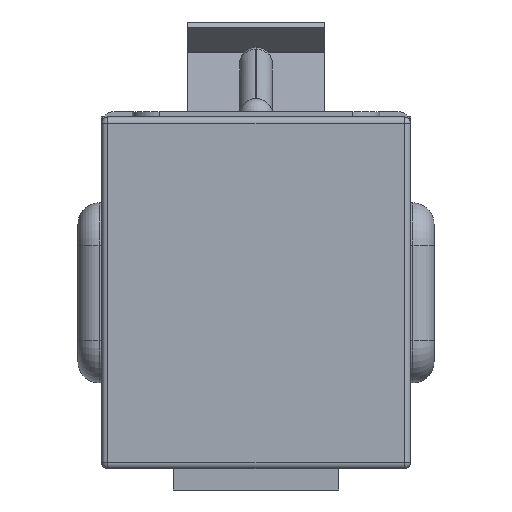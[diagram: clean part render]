
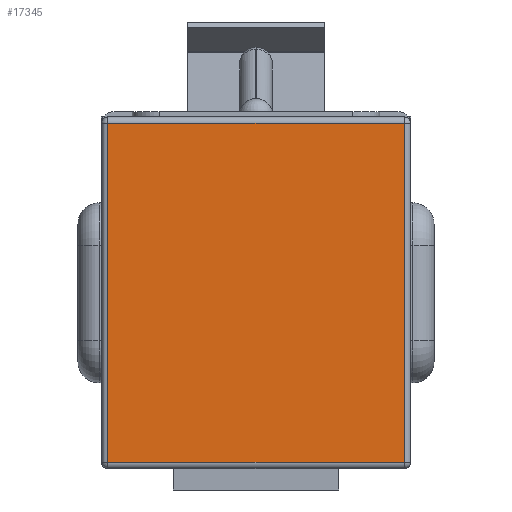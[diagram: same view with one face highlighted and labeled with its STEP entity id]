
A CAD part, front view. The second image highlights one B-rep face of the part: STEP entity #17345.
In plain terms, the highlighted planar face has unit normal (0, -1, 0).
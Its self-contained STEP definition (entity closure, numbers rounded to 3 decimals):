
#326 = AXIS2_PLACEMENT_3D ( 'NONE', #2282, #7997, #11033 ) ;
#547 = EDGE_CURVE ( 'NONE', #10410, #12839, #1460, .T. ) ;
#569 = CARTESIAN_POINT ( 'NONE',  ( -7., -18.1, -8. ) ) ;
#1198 = VERTEX_POINT ( 'NONE', #8264 ) ;
#1260 = CARTESIAN_POINT ( 'NONE',  ( -7.3, -18.1, -8. ) ) ;
#1460 = LINE ( 'NONE', #17349, #18350 ) ;
#2282 = CARTESIAN_POINT ( 'NONE',  ( -7.3, -18.1, 8.3 ) ) ;
#2504 = VERTEX_POINT ( 'NONE', #15122 ) ;
#3004 = VECTOR ( 'NONE', #16574, 1000. ) ;
#4627 = EDGE_CURVE ( 'NONE', #12839, #2504, #13777, .T. ) ;
#4721 = CARTESIAN_POINT ( 'NONE',  ( -7.3, -18.1, 8. ) ) ;
#5279 = PLANE ( 'NONE',  #326 ) ;
#6090 = ORIENTED_EDGE ( 'NONE', *, *, #4627, .T. ) ;
#6879 = DIRECTION ( 'NONE',  ( 1., 0., 0. ) ) ;
#7266 = EDGE_LOOP ( 'NONE', ( #11103, #6090, #15054, #12128 ) ) ;
#7710 = CARTESIAN_POINT ( 'NONE',  ( -7., -18.1, 8. ) ) ;
#7997 = DIRECTION ( 'NONE',  ( 0., 1., 0. ) ) ;
#8264 = CARTESIAN_POINT ( 'NONE',  ( 7., -18.1, 8. ) ) ;
#9397 = LINE ( 'NONE', #13664, #3004 ) ;
#9906 = DIRECTION ( 'NONE',  ( 0., 0., -1. ) ) ;
#10377 = EDGE_CURVE ( 'NONE', #1198, #10410, #11885, .T. ) ;
#10410 = VERTEX_POINT ( 'NONE', #7710 ) ;
#11033 = DIRECTION ( 'NONE',  ( 0., 0., 1. ) ) ;
#11103 = ORIENTED_EDGE ( 'NONE', *, *, #547, .T. ) ;
#11224 = FACE_OUTER_BOUND ( 'NONE', #7266, .T. ) ;
#11265 = EDGE_CURVE ( 'NONE', #2504, #1198, #9397, .T. ) ;
#11885 = LINE ( 'NONE', #4721, #17718 ) ;
#12128 = ORIENTED_EDGE ( 'NONE', *, *, #10377, .T. ) ;
#12839 = VERTEX_POINT ( 'NONE', #569 ) ;
#13664 = CARTESIAN_POINT ( 'NONE',  ( 7., -18.1, 8.3 ) ) ;
#13777 = LINE ( 'NONE', #1260, #17100 ) ;
#15054 = ORIENTED_EDGE ( 'NONE', *, *, #11265, .T. ) ;
#15122 = CARTESIAN_POINT ( 'NONE',  ( 7., -18.1, -8. ) ) ;
#16189 = DIRECTION ( 'NONE',  ( -1., 0., 0. ) ) ;
#16574 = DIRECTION ( 'NONE',  ( 0., 0., 1. ) ) ;
#17100 = VECTOR ( 'NONE', #6879, 1000. ) ;
#17345 = ADVANCED_FACE ( 'NONE', ( #11224 ), #5279, .F. ) ;
#17349 = CARTESIAN_POINT ( 'NONE',  ( -7., -18.1, 8.3 ) ) ;
#17718 = VECTOR ( 'NONE', #16189, 1000. ) ;
#18350 = VECTOR ( 'NONE', #9906, 1000. ) ;
